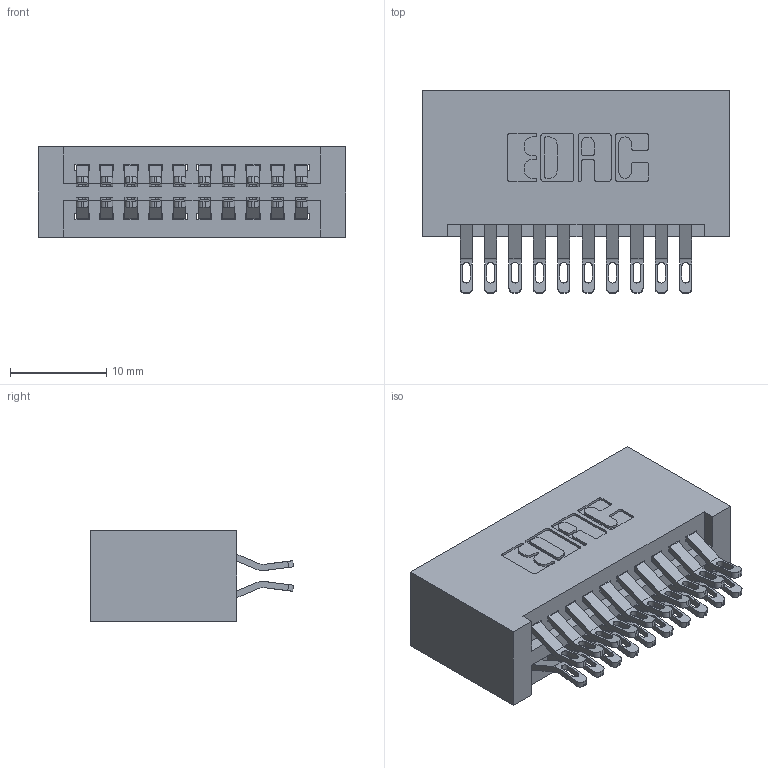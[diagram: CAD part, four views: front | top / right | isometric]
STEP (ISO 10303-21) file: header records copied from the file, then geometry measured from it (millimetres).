
FILE_DESCRIPTION (( 'STEP AP203' ), '1' );
FILE_NAME ('345-020-555-201.STEP', '2019-10-27T08:58:23', ( '' ), ( '' ), 'SwSTEP 2.0', 'SolidWorks 2016', '' );
FILE_SCHEMA (( 'CONFIG_CONTROL_DESIGN' ));
Length unit declared in the file: inch
Products named in the file (3): 345-020-555-201; 345 Part_No Mounting Lugs; 345-292-001_555 Tail
Assembly tree (21 placements, depth 2):
  345-020-555-201
    345 Part_No Mounting Lugs
    345-292-001_555 Tail  x20
Bounding box: 32 x 21.13 x 9.4 mm (x, y, z)
Volume: 3485.8 mm3; surface area: 5037.8 mm2
Topology: 21 solids, 21 shells, 1238 faces, 3857 edges, 2570 vertices
Faces by surface type: plane 696, cylinder 542
Entity records: 12203 total; most frequent: CARTESIAN_POINT 2110, ORIENTED_EDGE 2014, DIRECTION 1863, EDGE_CURVE 1007, VECTOR 823, LINE 823, VERTEX_POINT 670, AXIS2_PLACEMENT_3D 520
